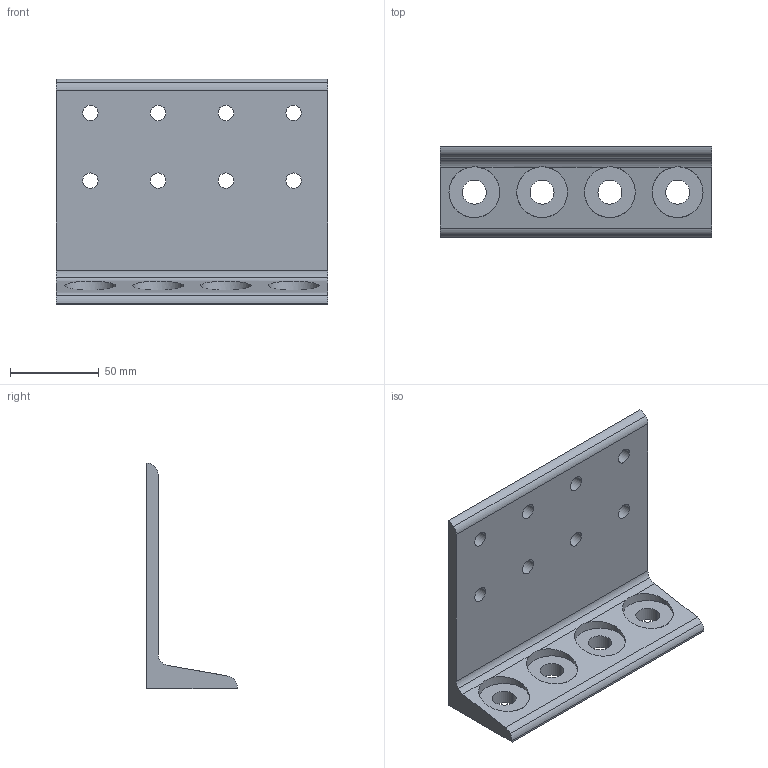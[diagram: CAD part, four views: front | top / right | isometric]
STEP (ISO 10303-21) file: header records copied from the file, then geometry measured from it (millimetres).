
FILE_DESCRIPTION((''),'2;1');
FILE_NAME('15FF5818.stp','2006-03-13T15:38:26',('Shawn Mantel'),('Faztek, LLC'),'Mechanical Desktop 2005','Mechanical Desktop 2005',', , ');
FILE_SCHEMA(('CONFIG_CONTROL_DESIGN'));
Length unit declared in the file: inch
Products named in the file (1): Product
Bounding box: 152.4 x 50.8 x 127 mm (x, y, z)
Volume: 176188.6 mm3; surface area: 56293.5 mm2
Topology: 1 solids, 1 shells, 49 faces, 141 edges, 94 vertices
Faces by surface type: cylinder 38, plane 11
Entity records: 1812 total; most frequent: DIRECTION 317, CARTESIAN_POINT 305, ORIENTED_EDGE 282, EDGE_CURVE 141, AXIS2_PLACEMENT_3D 130, VERTEX_POINT 94, EDGE_LOOP 73, CIRCLE 68
